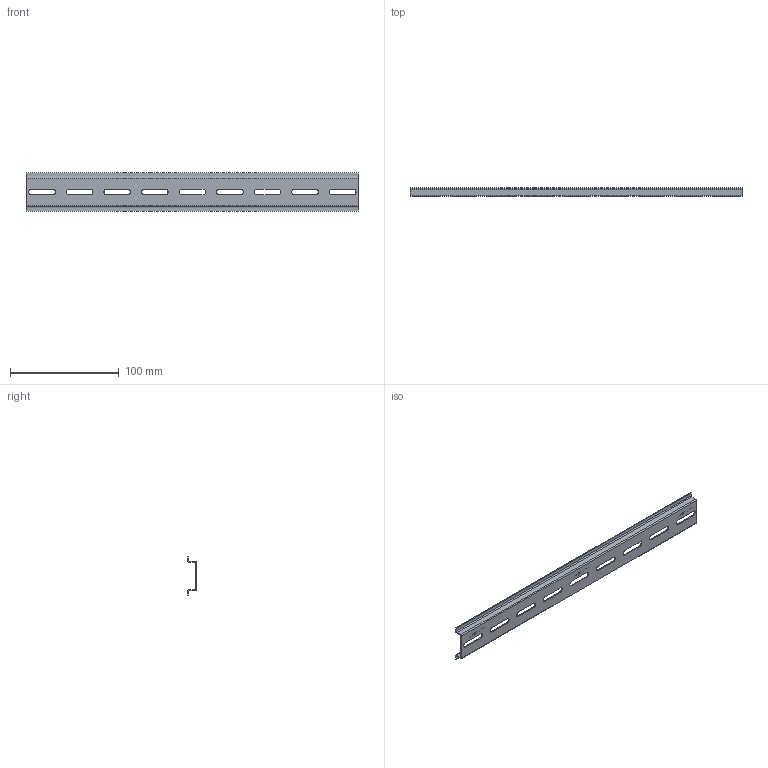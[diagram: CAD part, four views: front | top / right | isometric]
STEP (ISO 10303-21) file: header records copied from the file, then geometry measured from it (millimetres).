
FILE_DESCRIPTION (( 'STEP AP214' ), '1' );
FILE_NAME ('User Library-35mm DIN Rial.STEP', '2020-11-26T19:38:07', ( '' ), ( '' ), 'SwSTEP 2.0', 'SolidWorks 2020', '' );
FILE_SCHEMA (( 'AUTOMOTIVE_DESIGN' ));
Length unit declared in the file: millimetre
Products named in the file (1): User Library-35mm DIN Rial
Bounding box: 304.8 x 8 x 35 mm (x, y, z)
Volume: 13869.8 mm3; surface area: 27995 mm2
Topology: 1 solids, 1 shells, 439 faces, 1185 edges, 790 vertices
Faces by surface type: plane 251, bspline 162, cylinder 26
Entity records: 21077 total; most frequent: CARTESIAN_POINT 11025, ORIENTED_EDGE 2370, DIRECTION 1469, EDGE_CURVE 1185, VECTOR 809, LINE 809, VERTEX_POINT 790, EDGE_LOOP 499
